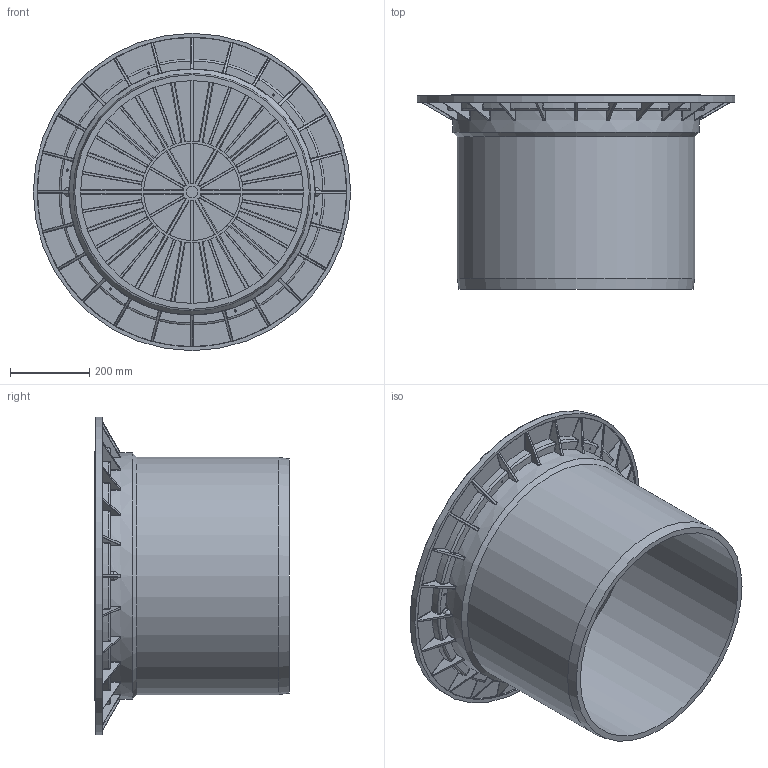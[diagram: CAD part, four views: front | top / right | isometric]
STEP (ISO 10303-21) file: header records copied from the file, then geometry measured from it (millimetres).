
FILE_DESCRIPTION(/* description */ (''),/* implementation_level */ '2;1');
FILE_NAME(/* name */ '661250z.stp',/* time_stamp */ '2025-06-24T09:31:52+02:00',/* author */ ('corinna'),/* organization */ (''),/* preprocessor_version */ 'ST-DEVELOPER v20',/* originating_system */ 'Autodesk Inventor 2024',/* authorisation */ '');
FILE_SCHEMA (('AUTOMOTIVE_DESIGN { 1 0 10303 214 3 1 1 }'));
Length unit declared in the file: millimetre
Products named in the file (3): 661250z; 661250_1; 661250_2
Assembly tree (2 placements, depth 2):
  661250z
    661250_1
    661250_2
Bounding box: 802 x 491.5 x 802 mm (x, y, z)
Volume: 23434923.8 mm3; surface area: 3617549.9 mm2
Topology: 2 solids, 2 shells, 5235 faces, 12228 edges, 7183 vertices
Faces by surface type: torus 2161, cylinder 2103, plane 865, bspline 96, sphere 6, cone 4
Full cylindrical faces by diameter (mm): 5.5 x6, 6.647 x2, 9.5 x2, 30 x1, 51 x1, 339 x1, 359 x1, 563 x1, 594 x1, 600 x2, 622 x1, 670 x1, 781 x1, 802 x1
Entity records: 154219 total; most frequent: DIRECTION 30318, CARTESIAN_POINT 29337, ORIENTED_EDGE 24456, AXIS2_PLACEMENT_3D 13352, EDGE_CURVE 12228, CIRCLE 7723, VERTEX_POINT 7183, EDGE_LOOP 5467
